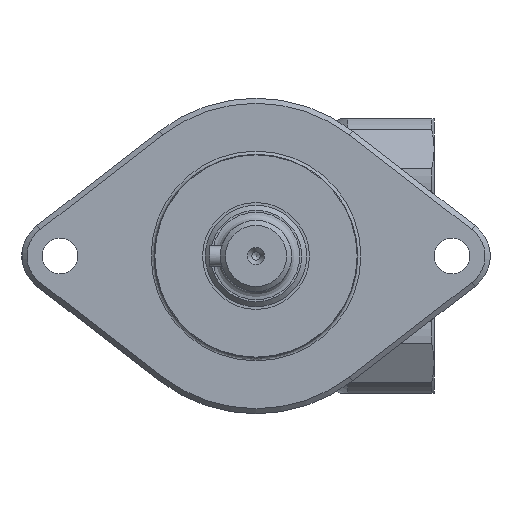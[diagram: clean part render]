
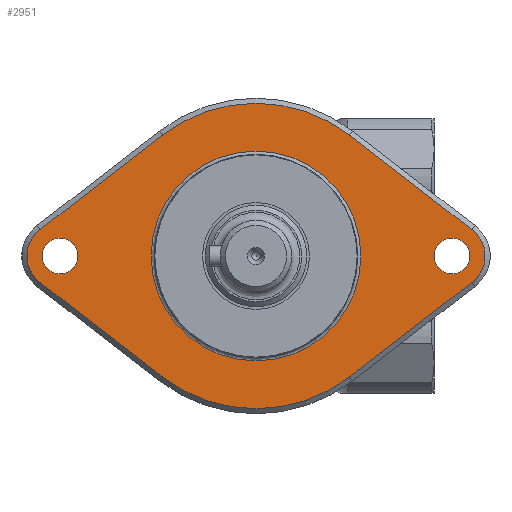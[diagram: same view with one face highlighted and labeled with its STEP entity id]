
A CAD part, left-side view. The second image highlights one B-rep face of the part: STEP entity #2951.
In plain terms, the highlighted planar face has unit normal (-1, 0, 0).
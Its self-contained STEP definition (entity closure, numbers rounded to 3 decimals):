
#2667=CARTESIAN_POINT('',(34.9,42.468,5.149));
#2668=VERTEX_POINT('',#2667);
#2684=CARTESIAN_POINT('',(34.9,42.468,-5.149));
#2685=VERTEX_POINT('',#2684);
#2692=CARTESIAN_POINT('',(34.9,38.5,0.0));
#2693=DIRECTION('',(1.0,0.,0.));
#2694=DIRECTION('',(0.,0.61,0.792));
#2695=AXIS2_PLACEMENT_3D('',#2692,#2693,#2694);
#2696=CIRCLE('',#2695,6.5);
#2697=EDGE_CURVE('',#2685,#2668,#2696,.T.);
#2707=CARTESIAN_POINT('',(34.9,18.312,23.763));
#2708=VERTEX_POINT('',#2707);
#2724=CARTESIAN_POINT('',(34.9,42.468,5.149));
#2725=DIRECTION('',(0.,-0.792,0.61));
#2726=VECTOR('',#2725,30.496);
#2727=LINE('',#2724,#2726);
#2728=EDGE_CURVE('',#2668,#2708,#2727,.T.);
#2738=CARTESIAN_POINT('',(34.9,18.312,-23.763));
#2739=VERTEX_POINT('',#2738);
#2746=CARTESIAN_POINT('',(34.9,18.312,-23.763));
#2747=DIRECTION('',(0.,0.792,0.61));
#2748=VECTOR('',#2747,30.496);
#2749=LINE('',#2746,#2748);
#2750=EDGE_CURVE('',#2739,#2685,#2749,.T.);
#2762=CARTESIAN_POINT('',(34.9,-18.312,23.763));
#2763=VERTEX_POINT('',#2762);
#2780=CARTESIAN_POINT('',(34.9,0.,0.0));
#2781=DIRECTION('',(1.,0.,0.));
#2782=DIRECTION('',(0.,-0.61,0.792));
#2783=AXIS2_PLACEMENT_3D('',#2780,#2781,#2782);
#2784=CIRCLE('',#2783,30.);
#2785=EDGE_CURVE('',#2708,#2763,#2784,.T.);
#2795=CARTESIAN_POINT('',(34.9,-18.312,-23.763));
#2796=VERTEX_POINT('',#2795);
#2803=CARTESIAN_POINT('',(34.9,0.,0.0));
#2804=DIRECTION('',(1.0,0.,0.));
#2805=DIRECTION('',(0.,0.61,-0.792));
#2806=AXIS2_PLACEMENT_3D('',#2803,#2804,#2805);
#2807=CIRCLE('',#2806,30.0);
#2808=EDGE_CURVE('',#2796,#2739,#2807,.T.);
#2820=CARTESIAN_POINT('',(34.9,-42.468,5.149));
#2821=VERTEX_POINT('',#2820);
#2835=CARTESIAN_POINT('',(34.9,-18.312,23.763));
#2836=DIRECTION('',(0.,-0.792,-0.61));
#2837=VECTOR('',#2836,30.496);
#2838=LINE('',#2835,#2837);
#2839=EDGE_CURVE('',#2763,#2821,#2838,.T.);
#2849=CARTESIAN_POINT('',(34.9,-42.468,-5.149));
#2850=VERTEX_POINT('',#2849);
#2857=CARTESIAN_POINT('',(34.9,-42.468,-5.149));
#2858=DIRECTION('',(0.,0.792,-0.61));
#2859=VECTOR('',#2858,30.496);
#2860=LINE('',#2857,#2859);
#2861=EDGE_CURVE('',#2850,#2796,#2860,.T.);
#2874=CARTESIAN_POINT('',(34.9,-38.5,0.0));
#2875=DIRECTION('',(1.0,0.,0.));
#2876=DIRECTION('',(0.,-0.61,-0.792));
#2877=AXIS2_PLACEMENT_3D('',#2874,#2875,#2876);
#2878=CIRCLE('',#2877,6.5);
#2879=EDGE_CURVE('',#2821,#2850,#2878,.T.);
#2903=CARTESIAN_POINT('',(34.9,33.3,0.0));
#2904=DIRECTION('',(-1.0,0.0,0.0));
#2905=DIRECTION('',(0.0,0.0,1.0));
#2906=AXIS2_PLACEMENT_3D('',#2903,#2904,#2905);
#2907=PLANE('',#2906);
#2908=ORIENTED_EDGE('',*,*,#2697,.F.);
#2909=ORIENTED_EDGE('',*,*,#2750,.F.);
#2910=ORIENTED_EDGE('',*,*,#2808,.F.);
#2911=ORIENTED_EDGE('',*,*,#2861,.F.);
#2912=ORIENTED_EDGE('',*,*,#2879,.F.);
#2913=ORIENTED_EDGE('',*,*,#2839,.F.);
#2914=ORIENTED_EDGE('',*,*,#2785,.F.);
#2915=ORIENTED_EDGE('',*,*,#2728,.F.);
#2916=EDGE_LOOP('',(#2908,#2909,#2910,#2911,#2912,#2913,#2914,#2915));
#2917=FACE_OUTER_BOUND('',#2916,.T.);
#2918=CARTESIAN_POINT('',(34.9,20.6,0.0));
#2919=VERTEX_POINT('',#2918);
#2920=CARTESIAN_POINT('',(34.9,0.,0.0));
#2921=DIRECTION('',(1.0,0.0,0.0));
#2922=DIRECTION('',(0.0,1.0,0.0));
#2923=AXIS2_PLACEMENT_3D('',#2920,#2921,#2922);
#2924=CIRCLE('',#2923,20.6);
#2925=EDGE_CURVE('',#2919,#2919,#2924,.T.);
#2926=ORIENTED_EDGE('',*,*,#2925,.T.);
#2927=EDGE_LOOP('',(#2926));
#2928=FACE_BOUND('',#2927,.T.);
#2929=CARTESIAN_POINT('',(34.9,38.5,3.5));
#2930=VERTEX_POINT('',#2929);
#2931=CARTESIAN_POINT('',(34.9,38.5,0.0));
#2932=DIRECTION('',(1.0,0.0,0.0));
#2933=DIRECTION('',(0.0,0.0,-1.0));
#2934=AXIS2_PLACEMENT_3D('',#2931,#2932,#2933);
#2935=CIRCLE('',#2934,3.5);
#2936=EDGE_CURVE('',#2930,#2930,#2935,.T.);
#2937=ORIENTED_EDGE('',*,*,#2936,.T.);
#2938=EDGE_LOOP('',(#2937));
#2939=FACE_BOUND('',#2938,.T.);
#2940=CARTESIAN_POINT('',(34.9,-38.5,3.5));
#2941=VERTEX_POINT('',#2940);
#2942=CARTESIAN_POINT('',(34.9,-38.5,0.0));
#2943=DIRECTION('',(1.0,0.0,0.0));
#2944=DIRECTION('',(0.0,0.0,-1.0));
#2945=AXIS2_PLACEMENT_3D('',#2942,#2943,#2944);
#2946=CIRCLE('',#2945,3.5);
#2947=EDGE_CURVE('',#2941,#2941,#2946,.T.);
#2948=ORIENTED_EDGE('',*,*,#2947,.T.);
#2949=EDGE_LOOP('',(#2948));
#2950=FACE_BOUND('',#2949,.T.);
#2951=ADVANCED_FACE('',(#2917,#2928,#2939,#2950),#2907,.T.);
